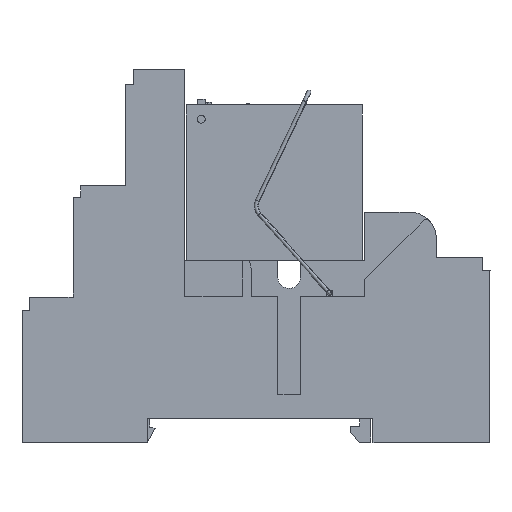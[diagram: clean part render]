
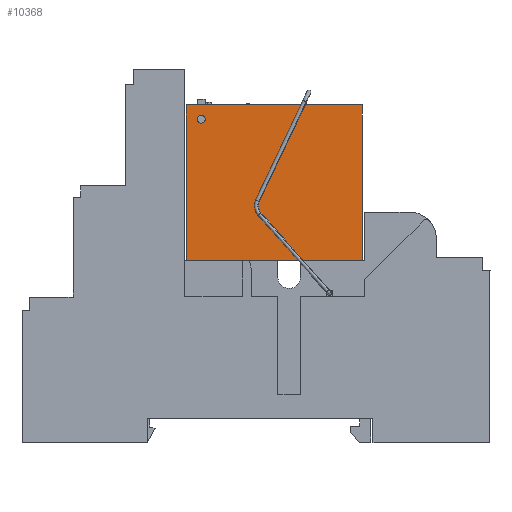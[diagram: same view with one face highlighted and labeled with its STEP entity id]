
A CAD part, left-side view. The second image highlights one B-rep face of the part: STEP entity #10368.
In plain terms, the highlighted planar face has unit normal (-1, 0, 0).
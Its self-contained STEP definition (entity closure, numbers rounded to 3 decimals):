
#10337=AXIS2_PLACEMENT_3D('Plane Axis2P3D',#10334,#10335,#10336) ;
#10352=AXIS2_PLACEMENT_3D('Circle Axis2P3D',#10350,#10351,$) ;
#10361=AXIS2_PLACEMENT_3D('Circle Axis2P3D',#10359,#10360,$) ;
#10165=CARTESIAN_POINT('Vertex',(1.4,49.98,30.)) ;
#10179=CARTESIAN_POINT('Vertex',(1.4,20.98,30.)) ;
#10182=CARTESIAN_POINT('Line Origine',(1.4,35.48,30.)) ;
#10207=CARTESIAN_POINT('Line Origine',(1.4,49.98,42.8)) ;
#10211=CARTESIAN_POINT('Vertex',(1.4,49.98,55.6)) ;
#10286=CARTESIAN_POINT('Vertex',(1.4,20.98,55.6)) ;
#10291=CARTESIAN_POINT('Line Origine',(1.4,20.98,42.8)) ;
#10334=CARTESIAN_POINT('Axis2P3D Location',(1.4,49.98,30.)) ;
#10339=CARTESIAN_POINT('Line Origine',(1.4,35.48,55.6)) ;
#10350=CARTESIAN_POINT('Axis2P3D Location',(1.4,47.51,53.25)) ;
#10354=CARTESIAN_POINT('Vertex',(1.4,48.16,53.25)) ;
#10356=CARTESIAN_POINT('Vertex',(1.4,46.86,53.25)) ;
#10359=CARTESIAN_POINT('Axis2P3D Location',(1.4,47.51,53.25)) ;
#10183=DIRECTION('Vector Direction',(0.,-1.,0.)) ;
#10208=DIRECTION('Vector Direction',(0.,0.,1.)) ;
#10292=DIRECTION('Vector Direction',(0.,0.,1.)) ;
#10335=DIRECTION('Axis2P3D Direction',(1.,0.,0.)) ;
#10336=DIRECTION('Axis2P3D XDirection',(0.,0.,1.)) ;
#10340=DIRECTION('Vector Direction',(0.,-1.,0.)) ;
#10351=DIRECTION('Axis2P3D Direction',(1.,0.,0.)) ;
#10360=DIRECTION('Axis2P3D Direction',(1.,0.,0.)) ;
#10184=VECTOR('Line Direction',#10183,1.) ;
#10209=VECTOR('Line Direction',#10208,1.) ;
#10293=VECTOR('Line Direction',#10292,1.) ;
#10341=VECTOR('Line Direction',#10340,1.) ;
#10345=ORIENTED_EDGE('',*,*,#10295,.T.) ;
#10346=ORIENTED_EDGE('',*,*,#10343,.F.) ;
#10347=ORIENTED_EDGE('',*,*,#10213,.F.) ;
#10348=ORIENTED_EDGE('',*,*,#10186,.T.) ;
#10365=ORIENTED_EDGE('',*,*,#10358,.F.) ;
#10366=ORIENTED_EDGE('',*,*,#10363,.F.) ;
#10367=FACE_BOUND('',#10364,.T.) ;
#10368=ADVANCED_FACE('RELAIS',(#10349,#10367),#10338,.F.) ;
#10353=CIRCLE('generated circle',#10352,0.65) ;
#10362=CIRCLE('generated circle',#10361,0.65) ;
#10186=EDGE_CURVE('',#10166,#10180,#10185,.T.) ;
#10213=EDGE_CURVE('',#10166,#10212,#10210,.T.) ;
#10295=EDGE_CURVE('',#10180,#10287,#10294,.T.) ;
#10343=EDGE_CURVE('',#10212,#10287,#10342,.T.) ;
#10358=EDGE_CURVE('',#10355,#10357,#10353,.F.) ;
#10363=EDGE_CURVE('',#10357,#10355,#10362,.F.) ;
#10344=EDGE_LOOP('',(#10345,#10346,#10347,#10348)) ;
#10364=EDGE_LOOP('',(#10365,#10366)) ;
#10349=FACE_OUTER_BOUND('',#10344,.T.) ;
#10185=LINE('Line',#10182,#10184) ;
#10210=LINE('Line',#10207,#10209) ;
#10294=LINE('Line',#10291,#10293) ;
#10342=LINE('Line',#10339,#10341) ;
#10338=PLANE('',#10337) ;
#10166=VERTEX_POINT('',#10165) ;
#10180=VERTEX_POINT('',#10179) ;
#10212=VERTEX_POINT('',#10211) ;
#10287=VERTEX_POINT('',#10286) ;
#10355=VERTEX_POINT('',#10354) ;
#10357=VERTEX_POINT('',#10356) ;
